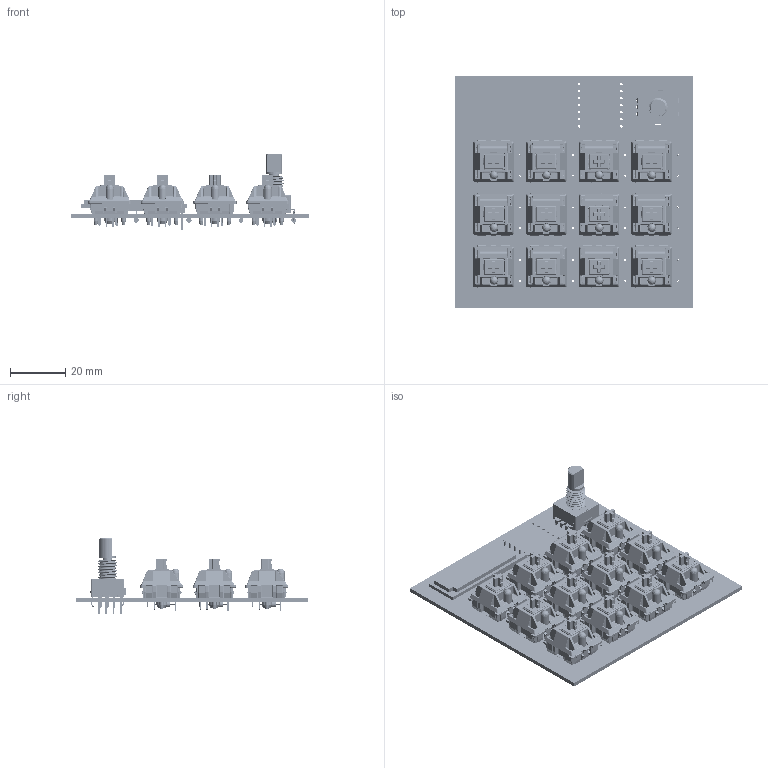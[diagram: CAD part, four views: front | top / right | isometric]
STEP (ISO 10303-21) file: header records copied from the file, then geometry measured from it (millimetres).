
FILE_DESCRIPTION(('KiCad electronic assembly'),'2;1');
FILE_NAME('Macropad v2.step','2026-01-16T14:13:17',('Pcbnew'),('Kicad'), 'Open CASCADE STEP processor 7.9','KiCad to STEP converter','Unknown' );
FILE_SCHEMA(('AUTOMOTIVE_DESIGN { 1 0 10303 214 1 1 1 1 }'));
Length unit declared in the file: millimetre
Products named in the file (18): Macropad v2 1; MX; MX Öá °´¼ü¡ä_¨¹___¡§1; MX ס סͥ¨¢¨¬_¡§¡顧__; MXס ϞñLEDLEDLED; MXÖá ÖáÌå µ×²¿ ¦Ì¡Á2__Ä¬ÈÏ_¨¢2____¨¨_; ֫½ğ__Ĭɏ__¨¨_; 0.91'' 128x32 OLED Display; Bottom Base; Solder Tips; Screen; Space Taken by Resistors & Other Things; æè½¬ç¼ç å¨; DIODE_ZDO_DO-35_ONS; Macropad v2_PCB_1; Macropad v2_PCB_2; Macropad v2 2
Assembly tree (37 placements, depth 3):
  Macropad v2 1
    MX  x12
      MX Öá °´¼ü¡ä_¨¹___¡§1
      MX ס סͥ¨¢¨¬_¡§¡顧__
      MXס ϞñLEDLEDLED
      MXÖá ÖáÌå µ×²¿ ¦Ì¡Á2__Ä¬ÈÏ_¨¢2____¨¨_
      ֫½ğ__Ĭɏ__¨¨_
    0.91'' 128x32 OLED Display
      Bottom Base
      Solder Tips
      Screen
      Space Taken by Resistors & Other Things
    æè½¬ç¼ç å¨
    DIODE_ZDO_DO-35_ONS  x11
    DIODE_ZDO_DO-35_ONS
    Macropad v2_PCB_1
    Macropad v2_PCB_2
  Macropad v2 2
Bounding box: 87.48 x 84 x 27.4 mm (x, y, z)
Volume: 26723.8 mm3; surface area: 52495.2 mm2
Topology: 187 solids, 187 shells, 19619 faces, 47059 edges, 26575 vertices
Faces by surface type: cylinder 8495, plane 5894, torus 2552, sphere 1356, bspline 743, revolution 456, cone 123
Full cylindrical faces by diameter (mm): 0.73 x24, 0.889 x14, 1 x9, 1.5 x24, 1.7 x24, 1.727 x22, 1.732 x11, 4 x12
Entity records: 69328 total; most frequent: CARTESIAN_POINT 15494, DIRECTION 10898, ORIENTED_EDGE 10536, EDGE_CURVE 5268, AXIS2_PLACEMENT_3D 3914, VERTEX_POINT 3171, LINE 3032, VECTOR 3032
